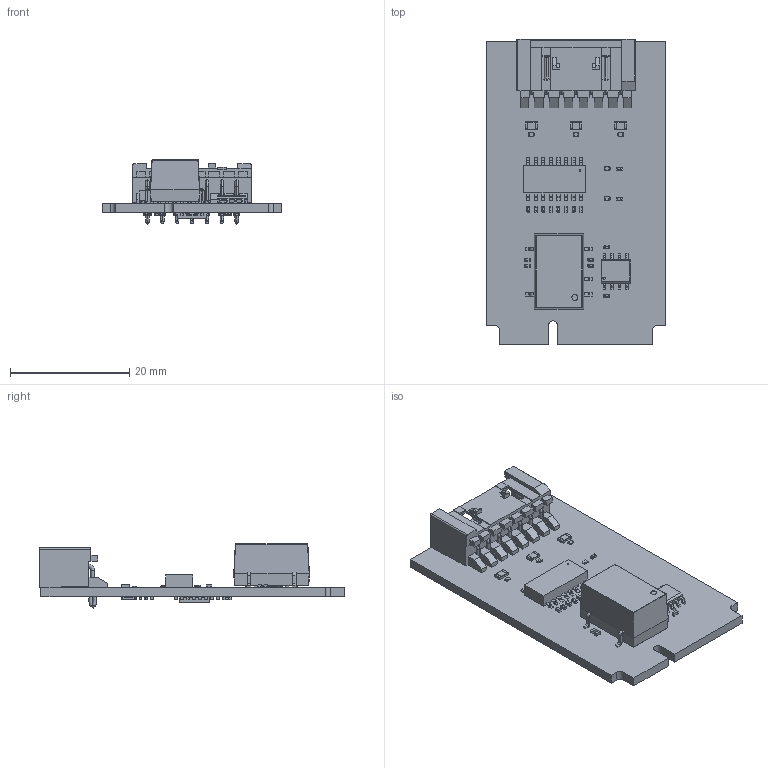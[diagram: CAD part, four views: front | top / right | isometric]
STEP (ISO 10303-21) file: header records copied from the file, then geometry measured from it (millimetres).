
FILE_DESCRIPTION(('Open CASCADE Model'),'2;1');
FILE_NAME('Open CASCADE Shape Model','2023-03-13T16:30:24',('Author'),( 'Open CASCADE'),'Open CASCADE STEP processor 6.8','Open CASCADE 6.8' ,'Unknown');
FILE_SCHEMA(('AUTOMOTIVE_DESIGN { 1 0 10303 214 1 1 1 1 }'));
Length unit declared in the file: millimetre
Products named in the file (116): PCB; Board; Open CASCADE STEP translator 6.8 9.1.1; R40; 0402CRCW; R23; R10; R11; R24; R26; R9; D4; User_Library-User_Library-LED_1006_G; User_Library-LED_1006_B_Cut006; User_Library-LED_1006_B_Cut005; User_Library-LED_1006_B_Cut005_(Mirror_#1); User_Library-LED_1006_B_Pad001; User_Library-LED_1006_G_Gruen; R33; U1; SOP-16_TCMT_VIS; R7; 0805CRCW; R5; R1; R32; R30; J2; 534260710; Open CASCADE STEP translator 6.8 9.17.1.1; Open CASCADE STEP translator 6.8 9.17.1.2; D5; D2; C20; 0402CAPMLCC; C21; R37; R20; R15; R13 ...
Assembly tree (186 placements, depth 4):
  PCB
    Board
      Open CASCADE STEP translator 6.8 9.1.1
    R40
      0402CRCW
    R23
      0402CRCW
    R10
      0402CRCW
    R11
      0402CRCW
    R24
      0402CRCW
    R26
      0402CRCW
    R9
      0402CRCW
    D4
      User_Library-User_Library-LED_1006_G
        User_Library-LED_1006_B_Cut006
        User_Library-LED_1006_B_Cut005
        User_Library-LED_1006_B_Cut005_(Mirror_#1)
        User_Library-LED_1006_B_Pad001
        User_Library-LED_1006_G_Gruen
    R33
      0402CRCW
    U1
      SOP-16_TCMT_VIS
    R7
      0805CRCW
    R5
      0805CRCW
    R1
      0805CRCW
    R32
      0402CRCW
    R30
      0402CRCW
    J2
      534260710
        Open CASCADE STEP translator 6.8 9.17.1.1
        Open CASCADE STEP translator 6.8 9.17.1.2
    D5
      User_Library-User_Library-LED_1006_G
        User_Library-LED_1006_B_Cut006
        User_Library-LED_1006_B_Cut005
        User_Library-LED_1006_B_Cut005_(Mirror_#1)
        User_Library-LED_1006_B_Pad001
        User_Library-LED_1006_G_Gruen
    D2
      User_Library-User_Library-LED_1006_G
        User_Library-LED_1006_B_Cut006
        User_Library-LED_1006_B_Cut005
        User_Library-LED_1006_B_Cut005_(Mirror_#1)
        User_Library-LED_1006_B_Pad001
        User_Library-LED_1006_G_Gruen
    C20
      0402CAPMLCC
    C21
      0402CAPMLCC
Bounding box: 30 x 51.21 x 10.75 mm (x, y, z)
Volume: 3793.9 mm3; surface area: 5768.3 mm2
Topology: 103 solids, 133 shells, 5561 faces, 13702 edges, 7945 vertices
Faces by surface type: plane 3263, cylinder 1264, bspline 498, sphere 488, torus 30, cone 18
Full cylindrical faces by diameter (mm): 0.23 x1, 0.4 x1
Entity records: 55405 total; most frequent: CARTESIAN_POINT 10071, DIRECTION 7714, ORIENTED_EDGE 7682, EDGE_CURVE 3841, LINE 3052, VECTOR 3052, VERTEX_POINT 2471, AXIS2_PLACEMENT_3D 2331
